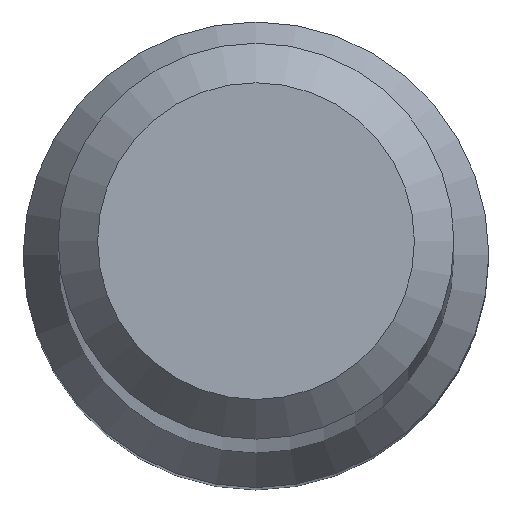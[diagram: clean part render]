
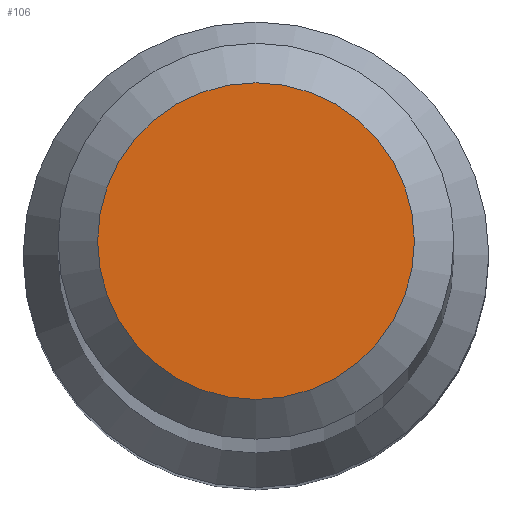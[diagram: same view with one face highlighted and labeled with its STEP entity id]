
A CAD part, top view. The second image highlights one B-rep face of the part: STEP entity #106.
In plain terms, the highlighted planar face has unit normal (0, 0, 1).
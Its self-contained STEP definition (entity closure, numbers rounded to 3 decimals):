
#13 = DIRECTION ( 'NONE',  ( 0., 0., 1. ) ) ;
#30 = ORIENTED_EDGE ( 'NONE', *, *, #179, .F. ) ;
#90 = DIRECTION ( 'NONE',  ( 0., -1., 0. ) ) ;
#92 = PLANE ( 'NONE',  #138 ) ;
#106 = ADVANCED_FACE ( 'NONE', ( #110 ), #92, .T. ) ;
#108 = CARTESIAN_POINT ( 'NONE',  ( 0., 1.2, 70. ) ) ;
#109 = DIRECTION ( 'NONE',  ( 0., 0., -1. ) ) ;
#110 = FACE_OUTER_BOUND ( 'NONE', #159, .T. ) ;
#119 = VERTEX_POINT ( 'NONE', #108 ) ;
#138 = AXIS2_PLACEMENT_3D ( 'NONE', #181, #13, #90 ) ;
#143 = AXIS2_PLACEMENT_3D ( 'NONE', #219, #109, #183 ) ;
#159 = EDGE_LOOP ( 'NONE', ( #30 ) ) ;
#179 = EDGE_CURVE ( 'NONE', #119, #119, #187, .T. ) ;
#181 = CARTESIAN_POINT ( 'NONE',  ( 0., 0., 70. ) ) ;
#183 = DIRECTION ( 'NONE',  ( 0., 1., 0. ) ) ;
#187 = CIRCLE ( 'NONE', #143, 1.2 ) ;
#219 = CARTESIAN_POINT ( 'NONE',  ( 0., 0., 70. ) ) ;
